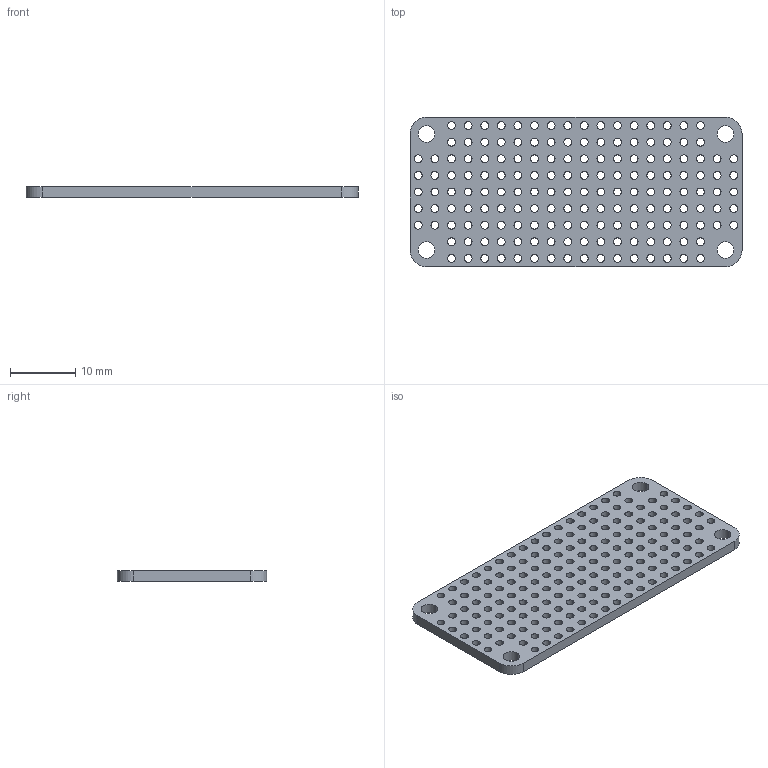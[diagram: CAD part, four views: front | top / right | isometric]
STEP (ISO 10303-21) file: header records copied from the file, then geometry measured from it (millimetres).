
FILE_DESCRIPTION (( 'STEP AP214' ), '1' );
FILE_NAME ('FeatherWing Proto1.STEP', '2022-08-17T14:43:17', ( '' ), ( '' ), 'SwSTEP 2.0', 'SolidWorks 2022', '' );
FILE_SCHEMA (( 'AUTOMOTIVE_DESIGN' ));
Length unit declared in the file: inch
Products named in the file (2): FeatherWing Proto1; Component1.stp
Assembly tree (1 placements, depth 2):
  FeatherWing Proto1
    Component1.stp
Bounding box: 50.8 x 22.86 x 1.6 mm (x, y, z)
Volume: 1520 mm3; surface area: 3169 mm2
Topology: 1 solids, 1 shells, 346 faces, 1032 edges, 688 vertices
Faces by surface type: cylinder 340, plane 6
Entity records: 12984 total; most frequent: DIRECTION 2412, CARTESIAN_POINT 2070, ORIENTED_EDGE 2064, EDGE_CURVE 1032, AXIS2_PLACEMENT_3D 1030, VERTEX_POINT 688, EDGE_LOOP 682, CIRCLE 680
